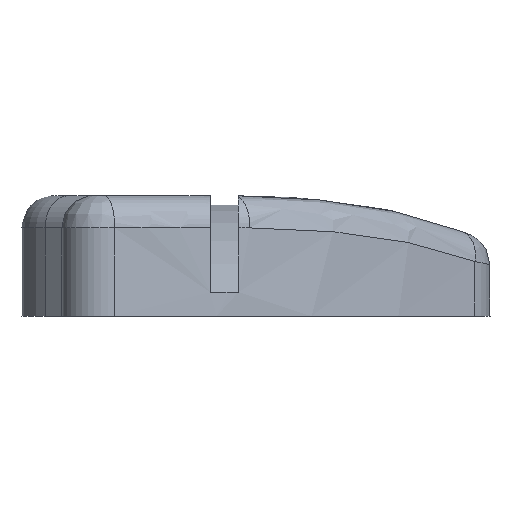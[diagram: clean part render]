
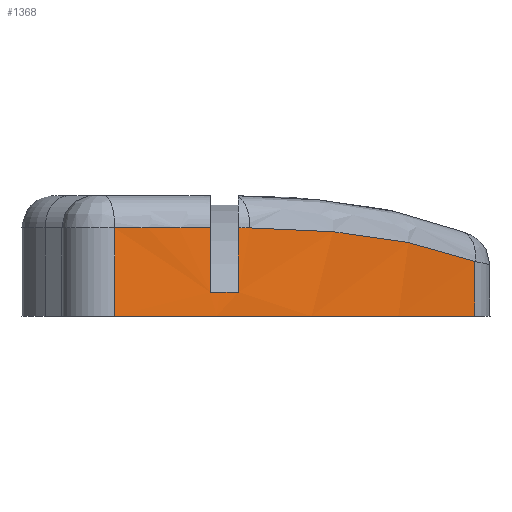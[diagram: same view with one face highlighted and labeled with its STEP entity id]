
A CAD part, left-side view. The second image highlights one B-rep face of the part: STEP entity #1368.
In plain terms, the highlighted cylindrical face has radius 100 mm (diameter 200 mm), a partial arc.
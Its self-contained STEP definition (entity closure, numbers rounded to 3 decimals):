
#829=CARTESIAN_POINT('',(-88.267,-47.,3.));
#830=VERTEX_POINT('',#829);
#831=CARTESIAN_POINT('',(-90.043,-43.5,3.));
#832=VERTEX_POINT('',#831);
#833=CARTESIAN_POINT('',(0.0,0.0,3.));
#834=DIRECTION('',(0.0,0.0,-1.));
#835=DIRECTION('',(-0.949,-0.316,0.0));
#836=AXIS2_PLACEMENT_3D('',#833,#834,#835);
#837=CIRCLE('',#836,100.);
#838=EDGE_CURVE('',#830,#832,#837,.T.);
#870=CARTESIAN_POINT('',(-90.043,-43.5,11.0));
#871=VERTEX_POINT('',#870);
#872=CARTESIAN_POINT('',(-90.043,-43.5,3.));
#873=DIRECTION('',(0.0,0.0,1.0));
#874=VECTOR('',#873,8.);
#875=LINE('',#872,#874);
#876=EDGE_CURVE('',#832,#871,#875,.T.);
#1049=CARTESIAN_POINT('',(-88.267,-47.,11.0));
#1050=VERTEX_POINT('',#1049);
#1051=CARTESIAN_POINT('',(-88.267,-47.,11.0));
#1052=DIRECTION('',(0.0,0.0,-1.0));
#1053=VECTOR('',#1052,8.);
#1054=LINE('',#1051,#1053);
#1055=EDGE_CURVE('',#1050,#830,#1054,.T.);
#1269=CARTESIAN_POINT('',(-87.486,-48.438,11.));
#1270=VERTEX_POINT('',#1269);
#1278=CARTESIAN_POINT('',(-64.449,-76.461,6.829));
#1279=VERTEX_POINT('',#1278);
#1280=CARTESIAN_POINT('',(-87.486,-48.438,11.));
#1281=CARTESIAN_POINT('',(-86.638,-49.969,11.));
#1282=CARTESIAN_POINT('',(-84.859,-52.992,10.94));
#1283=CARTESIAN_POINT('',(-81.955,-57.381,10.679));
#1284=CARTESIAN_POINT('',(-78.829,-61.604,10.257));
#1285=CARTESIAN_POINT('',(-75.508,-65.632,9.677));
#1286=CARTESIAN_POINT('',(-71.992,-69.47,8.934));
#1287=CARTESIAN_POINT('',(-68.299,-73.103,8.011));
#1288=CARTESIAN_POINT('',(-65.743,-75.371,7.256));
#1289=CARTESIAN_POINT('',(-64.449,-76.461,6.829));
#1290=B_SPLINE_CURVE_WITH_KNOTS('',3,(#1280,#1281,#1282,#1283,#1284,#1285,#1286,#1287,#1288,#1289),.UNSPECIFIED.,.F.,.U.,(4,1,1,1,1,1,1,4),(0.0,0.504,1.008,1.512,2.016,2.52,3.024,3.528),.UNSPECIFIED.);
#1291=EDGE_CURVE('',#1270,#1279,#1290,.T.);
#1318=CARTESIAN_POINT('',(0.0,0.0,0.0));
#1319=DIRECTION('',(0.0,0.0,1.0));
#1320=DIRECTION('',(-0.949,-0.316,0.0));
#1321=AXIS2_PLACEMENT_3D('',#1318,#1319,#1320);
#1322=CYLINDRICAL_SURFACE('',#1321,100.);
#1323=ORIENTED_EDGE('',*,*,#1055,.T.);
#1324=ORIENTED_EDGE('',*,*,#838,.T.);
#1325=ORIENTED_EDGE('',*,*,#876,.T.);
#1326=CARTESIAN_POINT('',(-94.883,-31.579,11.0));
#1327=VERTEX_POINT('',#1326);
#1328=CARTESIAN_POINT('',(0.0,0.0,11.0));
#1329=DIRECTION('',(0.0,0.0,1.0));
#1330=DIRECTION('',(-0.92,-0.392,0.0));
#1331=AXIS2_PLACEMENT_3D('',#1328,#1329,#1330);
#1332=CIRCLE('',#1331,100.0);
#1333=EDGE_CURVE('',#1327,#871,#1332,.T.);
#1334=ORIENTED_EDGE('',*,*,#1333,.F.);
#1335=CARTESIAN_POINT('',(-94.883,-31.579,0.0));
#1336=VERTEX_POINT('',#1335);
#1337=CARTESIAN_POINT('',(-94.883,-31.579,0.0));
#1338=DIRECTION('',(0.0,0.0,1.0));
#1339=VECTOR('',#1338,11.0);
#1340=LINE('',#1337,#1339);
#1341=EDGE_CURVE('',#1336,#1327,#1340,.T.);
#1342=ORIENTED_EDGE('',*,*,#1341,.F.);
#1343=CARTESIAN_POINT('',(-64.449,-76.461,0.0));
#1344=VERTEX_POINT('',#1343);
#1345=CARTESIAN_POINT('',(0.0,0.0,0.0));
#1346=DIRECTION('',(0.0,0.0,1.));
#1347=DIRECTION('',(-0.949,-0.316,0.0));
#1348=AXIS2_PLACEMENT_3D('',#1345,#1346,#1347);
#1349=CIRCLE('',#1348,100.);
#1350=EDGE_CURVE('',#1336,#1344,#1349,.T.);
#1351=ORIENTED_EDGE('',*,*,#1350,.T.);
#1352=CARTESIAN_POINT('',(-64.449,-76.461,0.0));
#1353=DIRECTION('',(0.,0.,1.0));
#1354=VECTOR('',#1353,6.829);
#1355=LINE('',#1352,#1354);
#1356=EDGE_CURVE('',#1344,#1279,#1355,.T.);
#1357=ORIENTED_EDGE('',*,*,#1356,.T.);
#1358=ORIENTED_EDGE('',*,*,#1291,.F.);
#1359=CARTESIAN_POINT('',(0.0,0.0,11.0));
#1360=DIRECTION('',(0.0,0.0,1.0));
#1361=DIRECTION('',(-0.92,-0.392,0.0));
#1362=AXIS2_PLACEMENT_3D('',#1359,#1360,#1361);
#1363=CIRCLE('',#1362,100.0);
#1364=EDGE_CURVE('',#1050,#1270,#1363,.T.);
#1365=ORIENTED_EDGE('',*,*,#1364,.F.);
#1366=EDGE_LOOP('',(#1323,#1324,#1325,#1334,#1342,#1351,#1357,#1358,#1365));
#1367=FACE_OUTER_BOUND('',#1366,.T.);
#1368=ADVANCED_FACE('',(#1367),#1322,.T.);
